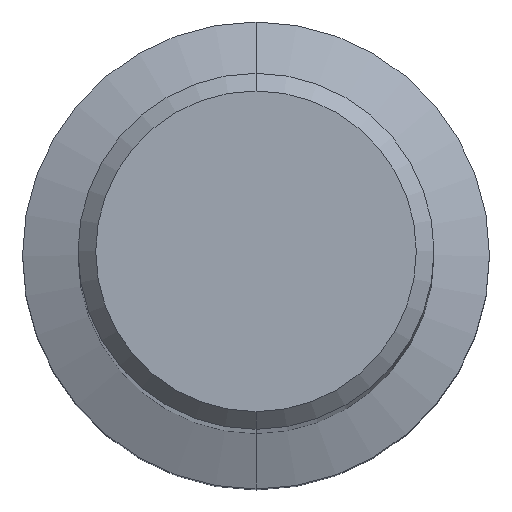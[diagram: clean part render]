
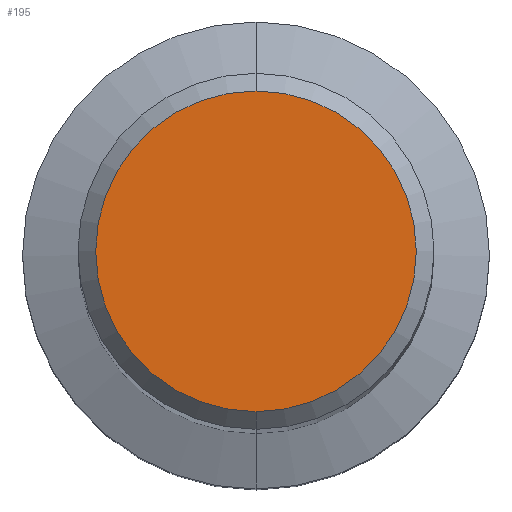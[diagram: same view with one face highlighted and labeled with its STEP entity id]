
A CAD part, top view. The second image highlights one B-rep face of the part: STEP entity #195.
In plain terms, the highlighted planar face has unit normal (0, 0, 1).
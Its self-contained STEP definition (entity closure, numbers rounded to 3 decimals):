
#133=EDGE_CURVE('',#187,#267,#335,.T.);
#187=VERTEX_POINT('',#397);
#195=ADVANCED_FACE('',(#405),#406,.T.);
#221=EDGE_CURVE('',#267,#187,#434,.T.);
#267=VERTEX_POINT('',#485);
#335=CIRCLE('',#551,5.45);
#397=CARTESIAN_POINT('',(0.0,5.45,0.0));
#405=FACE_OUTER_BOUND('',#638,.T.);
#406=PLANE('',#639);
#434=CIRCLE('',#677,5.45);
#485=CARTESIAN_POINT('',(0.,-5.45,0.0));
#551=AXIS2_PLACEMENT_3D('',#815,#816,#817);
#638=EDGE_LOOP('',(#911,#912));
#639=AXIS2_PLACEMENT_3D('',#913,#914,#915);
#677=AXIS2_PLACEMENT_3D('',#944,#945,#946);
#815=CARTESIAN_POINT('',(0.0,0.0,0.0));
#816=DIRECTION('',(0.0,0.0,-1.0));
#817=DIRECTION('',(0.0,1.0,0.0));
#911=ORIENTED_EDGE('',*,*,#133,.F.);
#912=ORIENTED_EDGE('',*,*,#221,.F.);
#913=CARTESIAN_POINT('',(0.0,2.725,0.0));
#914=DIRECTION('',(-0.0,0.0,1.0));
#915=DIRECTION('',(0.0,-1.0,0.0));
#944=CARTESIAN_POINT('',(0.0,0.0,0.0));
#945=DIRECTION('',(0.0,0.0,-1.0));
#946=DIRECTION('',(0.0,1.0,0.0));
